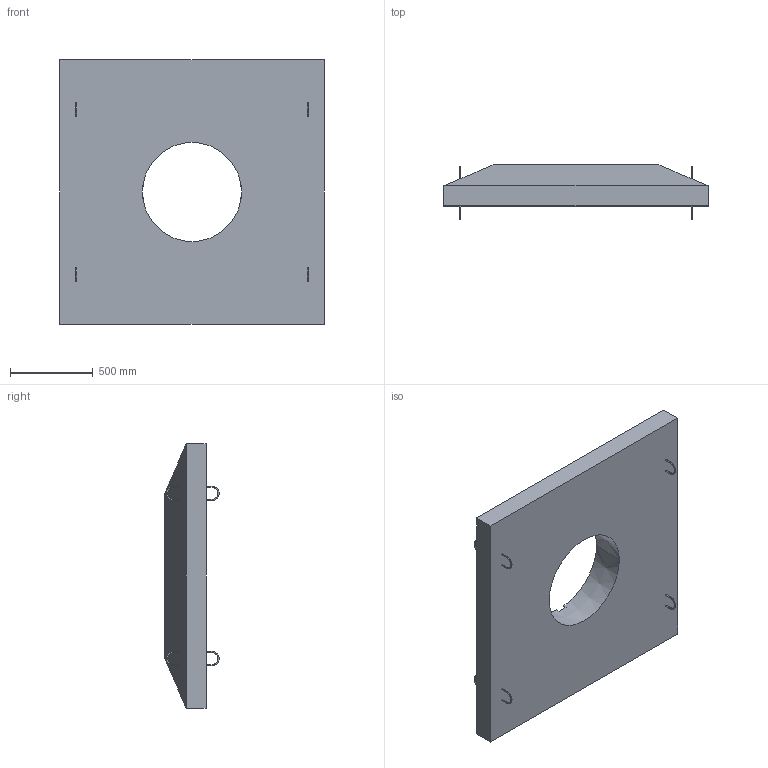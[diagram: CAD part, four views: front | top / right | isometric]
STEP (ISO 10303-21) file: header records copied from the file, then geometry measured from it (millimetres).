
FILE_DESCRIPTION (( 'STEP AP203' ), '1' );
FILE_NAME ('ÆÁÈ.28.10 Ïëèòà îïîðíàÿ ÎÏ-1ê-80 áåòîí.STEP', '2021-10-27T05:29:31', ( '' ), ( '' ), 'SwSTEP 2.0', 'SolidWorks 2018', '' );
FILE_SCHEMA (( 'CONFIG_CONTROL_DESIGN' ));
Length unit declared in the file: millimetre
Products named in the file (1): ÆÁÈ.28.10 Ïëèòà îïîðíàÿ ÎÏ-1ê-80 áåòîí
Bounding box: 1600 x 330 x 1600 mm (x, y, z)
Volume: 441636403.1 mm3; surface area: 5992092.6 mm2
Topology: 1 solids, 1 shells, 67 faces, 156 edges, 92 vertices
Faces by surface type: cylinder 32, torus 16, plane 15, cone 4
Entity records: 2017 total; most frequent: CARTESIAN_POINT 376, DIRECTION 348, ORIENTED_EDGE 312, EDGE_CURVE 156, AXIS2_PLACEMENT_3D 142, VERTEX_POINT 92, EDGE_LOOP 86, CIRCLE 74
